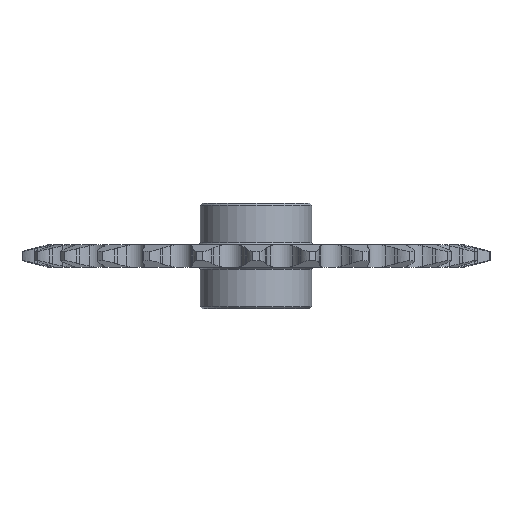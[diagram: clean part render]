
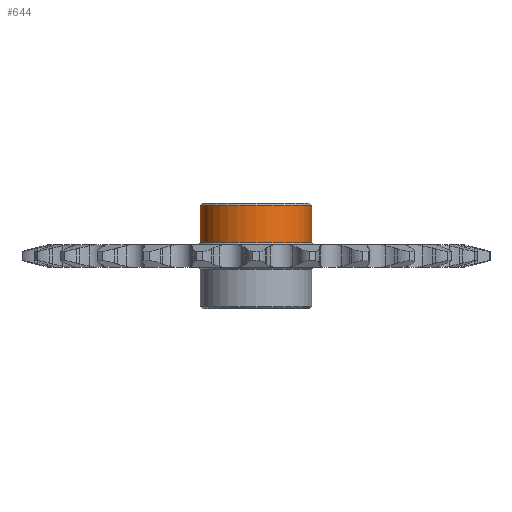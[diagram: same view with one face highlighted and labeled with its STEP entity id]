
A CAD part, front view. The second image highlights one B-rep face of the part: STEP entity #644.
In plain terms, the highlighted cylindrical face has radius 6.668 mm (diameter 13.335 mm), a partial arc.
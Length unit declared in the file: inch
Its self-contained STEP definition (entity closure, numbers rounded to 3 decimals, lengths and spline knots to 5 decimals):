
#644 = ADVANCED_FACE ( 'NONE', ( #7661 ), #12832, .T. ) ;
#885 = EDGE_LOOP ( 'NONE', ( #12102, #11086, #12422, #15196 ) ) ;
#1183 = VECTOR ( 'NONE', #17362, 39.37008 ) ;
#1892 = VERTEX_POINT ( 'NONE', #15064 ) ;
#2198 = VECTOR ( 'NONE', #19546, 39.37008 ) ;
#3258 = CARTESIAN_POINT ( 'NONE',  ( 0., 0., 0.2375 ) ) ;
#3731 = CIRCLE ( 'NONE', #16004, 0.2625 ) ;
#4073 = LINE ( 'NONE', #13957, #1183 ) ;
#4283 = DIRECTION ( 'NONE',  ( 0., 0., -1. ) ) ;
#4717 = CARTESIAN_POINT ( 'NONE',  ( 0., 0., 0.0625 ) ) ;
#5367 = VERTEX_POINT ( 'NONE', #21292 ) ;
#6617 = EDGE_CURVE ( 'NONE', #1892, #5367, #21204, .T. ) ;
#6810 = EDGE_CURVE ( 'NONE', #20590, #21262, #4073, .T. ) ;
#7661 = FACE_OUTER_BOUND ( 'NONE', #885, .T. ) ;
#7771 = DIRECTION ( 'NONE',  ( 0., 0., -1. ) ) ;
#9322 = DIRECTION ( 'NONE',  ( 1., 0., 0. ) ) ;
#9422 = CARTESIAN_POINT ( 'NONE',  ( 0., 0., 0.2475 ) ) ;
#9490 = EDGE_CURVE ( 'NONE', #20590, #1892, #3731, .T. ) ;
#11086 = ORIENTED_EDGE ( 'NONE', *, *, #9490, .T. ) ;
#11867 = EDGE_CURVE ( 'NONE', #5367, #21262, #15436, .T. ) ;
#12102 = ORIENTED_EDGE ( 'NONE', *, *, #6810, .F. ) ;
#12422 = ORIENTED_EDGE ( 'NONE', *, *, #6617, .T. ) ;
#12832 = CYLINDRICAL_SURFACE ( 'NONE', #21201, 0.2625 ) ;
#12886 = CARTESIAN_POINT ( 'NONE',  ( -0.2625, 0., 0.2475 ) ) ;
#13957 = CARTESIAN_POINT ( 'NONE',  ( 0.2625, 0., 0.2475 ) ) ;
#14045 = AXIS2_PLACEMENT_3D ( 'NONE', #4717, #14609, #16451 ) ;
#14451 = CARTESIAN_POINT ( 'NONE',  ( 0.2625, 0., 0.2375 ) ) ;
#14488 = DIRECTION ( 'NONE',  ( -1., 0., 0. ) ) ;
#14609 = DIRECTION ( 'NONE',  ( 0., 0., 1. ) ) ;
#15064 = CARTESIAN_POINT ( 'NONE',  ( -0.2625, 0., 0.2375 ) ) ;
#15196 = ORIENTED_EDGE ( 'NONE', *, *, #11867, .T. ) ;
#15436 = CIRCLE ( 'NONE', #14045, 0.2625 ) ;
#16004 = AXIS2_PLACEMENT_3D ( 'NONE', #3258, #4283, #9322 ) ;
#16451 = DIRECTION ( 'NONE',  ( 1., 0., 0. ) ) ;
#17127 = CARTESIAN_POINT ( 'NONE',  ( 0.2625, 0., 0.0625 ) ) ;
#17362 = DIRECTION ( 'NONE',  ( 0., 0., -1. ) ) ;
#19546 = DIRECTION ( 'NONE',  ( 0., 0., -1. ) ) ;
#20590 = VERTEX_POINT ( 'NONE', #14451 ) ;
#21201 = AXIS2_PLACEMENT_3D ( 'NONE', #9422, #7771, #14488 ) ;
#21204 = LINE ( 'NONE', #12886, #2198 ) ;
#21262 = VERTEX_POINT ( 'NONE', #17127 ) ;
#21292 = CARTESIAN_POINT ( 'NONE',  ( -0.2625, 0., 0.0625 ) ) ;
